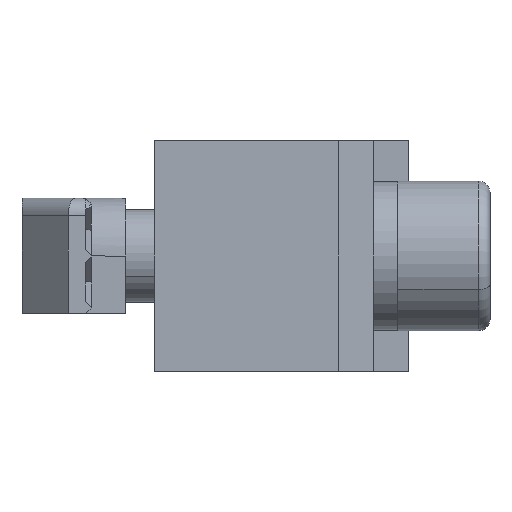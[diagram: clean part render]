
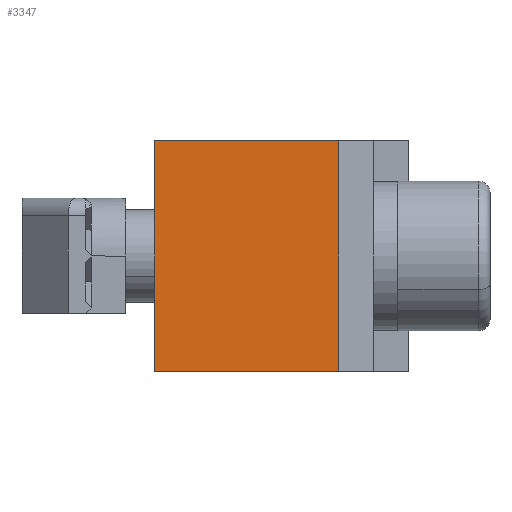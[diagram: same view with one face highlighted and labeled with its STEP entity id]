
A CAD part, front view. The second image highlights one B-rep face of the part: STEP entity #3347.
In plain terms, the highlighted planar face has unit normal (0, -1, 0).
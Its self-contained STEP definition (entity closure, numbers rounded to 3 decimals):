
#333 = AXIS2_PLACEMENT_3D ( 'NONE', #3570, #3561, #3560 ) ;
#347 = VECTOR ( 'NONE', #1497, 1000. ) ;
#353 = VECTOR ( 'NONE', #1485, 1000. ) ;
#355 = LINE ( 'NONE', #1488, #347 ) ;
#357 = LINE ( 'NONE', #1489, #353 ) ;
#407 = VECTOR ( 'NONE', #631, 1000. ) ;
#412 = LINE ( 'NONE', #739, #407 ) ;
#631 = DIRECTION ( 'NONE',  ( 1., 0., 0. ) ) ;
#739 = CARTESIAN_POINT ( 'NONE',  ( 523.131, 193.706, 0. ) ) ;
#1163 = VECTOR ( 'NONE', #1563, 1000. ) ;
#1181 = LINE ( 'NONE', #1571, #1163 ) ;
#1374 = CARTESIAN_POINT ( 'NONE',  ( 523.131, 193.706, 0. ) ) ;
#1416 = CARTESIAN_POINT ( 'NONE',  ( 507.131, 193.706, 20. ) ) ;
#1423 = CARTESIAN_POINT ( 'NONE',  ( 523.131, 193.706, 20. ) ) ;
#1438 = CARTESIAN_POINT ( 'NONE',  ( 507.131, 193.706, 0. ) ) ;
#1485 = DIRECTION ( 'NONE',  ( 1., 0., 0. ) ) ;
#1488 = CARTESIAN_POINT ( 'NONE',  ( 507.131, 193.706, 20. ) ) ;
#1489 = CARTESIAN_POINT ( 'NONE',  ( 523.131, 193.706, 20. ) ) ;
#1497 = DIRECTION ( 'NONE',  ( 0., 0., -1. ) ) ;
#1563 = DIRECTION ( 'NONE',  ( 0., 0., -1. ) ) ;
#1571 = CARTESIAN_POINT ( 'NONE',  ( 523.131, 193.706, 20. ) ) ;
#2021 = EDGE_CURVE ( 'NONE', #2145, #2173, #412, .T. ) ;
#2055 = EDGE_CURVE ( 'NONE', #2157, #2154, #357, .T. ) ;
#2058 = EDGE_CURVE ( 'NONE', #2157, #2145, #355, .T. ) ;
#2109 = EDGE_CURVE ( 'NONE', #2154, #2173, #1181, .T. ) ;
#2145 = VERTEX_POINT ( 'NONE', #1438 ) ;
#2154 = VERTEX_POINT ( 'NONE', #1423 ) ;
#2157 = VERTEX_POINT ( 'NONE', #1416 ) ;
#2173 = VERTEX_POINT ( 'NONE', #1374 ) ;
#2286 = EDGE_LOOP ( 'NONE', ( #2639, #2638, #2637, #2636 ) ) ;
#2636 = ORIENTED_EDGE ( 'NONE', *, *, #2058, .T. ) ;
#2637 = ORIENTED_EDGE ( 'NONE', *, *, #2055, .F. ) ;
#2638 = ORIENTED_EDGE ( 'NONE', *, *, #2109, .F. ) ;
#2639 = ORIENTED_EDGE ( 'NONE', *, *, #2021, .T. ) ;
#3347 = ADVANCED_FACE ( 'NONE', ( #3645 ), #3563, .F. ) ;
#3560 = DIRECTION ( 'NONE',  ( 0., 0., 1. ) ) ;
#3561 = DIRECTION ( 'NONE',  ( 0., 1., 0. ) ) ;
#3563 = PLANE ( 'NONE',  #333 ) ;
#3570 = CARTESIAN_POINT ( 'NONE',  ( 523.131, 193.706, 20. ) ) ;
#3645 = FACE_OUTER_BOUND ( 'NONE', #2286, .T. ) ;
